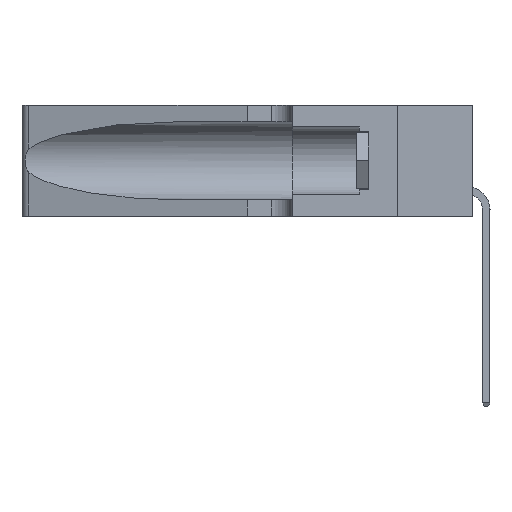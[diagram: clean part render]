
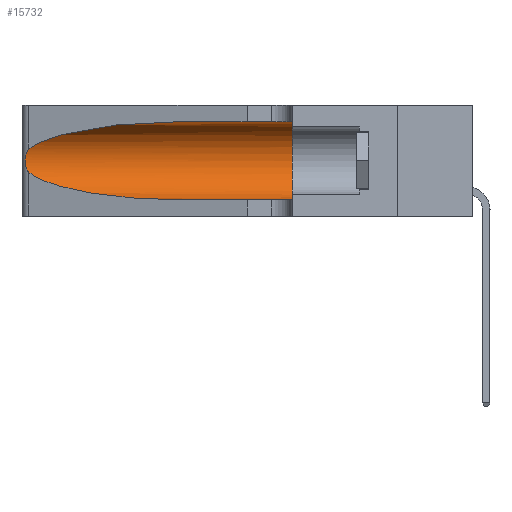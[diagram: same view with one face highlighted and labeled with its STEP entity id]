
A CAD part, left-side view. The second image highlights one B-rep face of the part: STEP entity #15732.
In plain terms, the highlighted cylindrical face has radius 3.308 mm (diameter 6.617 mm), a partial arc.
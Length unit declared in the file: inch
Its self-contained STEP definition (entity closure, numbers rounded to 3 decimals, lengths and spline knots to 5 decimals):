
#485 = DIRECTION ( 'NONE',  ( 0., -1., 0. ) ) ;
#607 = CARTESIAN_POINT ( 'NONE',  ( 0.2373, 1.15595, 0.28018 ) ) ;
#1907 = CARTESIAN_POINT ( 'NONE',  ( 0.1305, 0.72297, 0.31525 ) ) ;
#2227 = DIRECTION ( 'NONE',  ( 0., 1., 0. ) ) ;
#2566 = ORIENTED_EDGE ( 'NONE', *, *, #15068, .T. ) ;
#2611 = DIRECTION ( 'NONE',  ( 0., -1., 0. ) ) ;
#2700 = CARTESIAN_POINT ( 'NONE',  ( 0.25487, 1.22718, 0.14631 ) ) ;
#3176 = ORIENTED_EDGE ( 'NONE', *, *, #15136, .F. ) ;
#3417 = EDGE_CURVE ( 'NONE', #14754, #7295, #3565, .T. ) ;
#3433 = DIRECTION ( 'NONE',  ( 0., 0., 1. ) ) ;
#3464 = EDGE_CURVE ( 'NONE', #12112, #14754, #12948, .T. ) ;
#3485 = CARTESIAN_POINT ( 'NONE',  ( 0.1305, 0.35, 0.31525 ) ) ;
#3542 = CARTESIAN_POINT ( 'NONE',  ( 0.25856, 1.23593, 0.16098 ) ) ;
#3565 = LINE ( 'NONE', #8978, #6469 ) ;
#3576 = VERTEX_POINT ( 'NONE', #3485 ) ;
#3599 = CARTESIAN_POINT ( 'NONE',  ( 0.25854, 1.2359, 0.20912 ) ) ;
#3695 = CYLINDRICAL_SURFACE ( 'NONE', #11486, 0.13025 ) ;
#4569 = CARTESIAN_POINT ( 'NONE',  ( 0.25487, 1.22718, 0.14631 ) ) ;
#4765 = CARTESIAN_POINT ( 'NONE',  ( 0.25789, 1.23486, 0.15765 ) ) ;
#4813 = B_SPLINE_CURVE_WITH_KNOTS ( 'NONE', 3,
 ( #10661, #13145, #8441, #15795, #3599, #14589, #10927, #9705, #13307, #3542, #4765, #13415, #8333, #14477 ),
 .UNSPECIFIED., .F., .F.,
 ( 4, 2, 2, 2, 2, 2, 4 ),
 ( 0., 0.00027, 0.00053, 0.00107, 0.0016, 0.00187, 0.00214 ),
 .UNSPECIFIED. ) ;
#4948 = EDGE_CURVE ( 'NONE', #8567, #3576, #11608, .T. ) ;
#5174 = AXIS2_PLACEMENT_3D ( 'NONE', #9587, #2227, #3433 ) ;
#5925 = CARTESIAN_POINT ( 'NONE',  ( 0.1305, 1.61858, 0.31525 ) ) ;
#6166 = CARTESIAN_POINT ( 'NONE',  ( 0.1305, 0.72297, 0.31525 ) ) ;
#6212 = FACE_OUTER_BOUND ( 'NONE', #11759, .T. ) ;
#6469 = VECTOR ( 'NONE', #485, 39.37008 ) ;
#6730 = CARTESIAN_POINT ( 'NONE',  ( 0.18966, 0.96281, 0.31525 ) ) ;
#6785 = CARTESIAN_POINT ( 'NONE',  ( 0.25487, 1.22718, 0.22369 ) ) ;
#7295 = VERTEX_POINT ( 'NONE', #15177 ) ;
#7891 = ORIENTED_EDGE ( 'NONE', *, *, #14927, .T. ) ;
#7978 = CARTESIAN_POINT ( 'NONE',  ( 0.18966, 0.96281, 0.05475 ) ) ;
#8333 = CARTESIAN_POINT ( 'NONE',  ( 0.25555, 1.22993, 0.14849 ) ) ;
#8441 = CARTESIAN_POINT ( 'NONE',  ( 0.25639, 1.23184, 0.21858 ) ) ;
#8567 = VERTEX_POINT ( 'NONE', #6166 ) ;
#8978 = CARTESIAN_POINT ( 'NONE',  ( 0.1305, 1.61858, 0.05475 ) ) ;
#9587 = CARTESIAN_POINT ( 'NONE',  ( 0.1305, 0.35, 0.185 ) ) ;
#9705 = CARTESIAN_POINT ( 'NONE',  ( 0.26075, 1.23896, 0.178 ) ) ;
#9936 = CARTESIAN_POINT ( 'NONE',  ( 0.1305, 1.61858, 0.185 ) ) ;
#10194 =( BOUNDED_CURVE ( )  B_SPLINE_CURVE ( 3, ( #1907, #6730, #607, #6785 ),
 .UNSPECIFIED., .F., .F. ) 
 B_SPLINE_CURVE_WITH_KNOTS ( ( 4, 4 ),
 ( 1.5708, 2.84003 ),
 .UNSPECIFIED. ) 
 CURVE ( )  GEOMETRIC_REPRESENTATION_ITEM ( )  RATIONAL_B_SPLINE_CURVE ( ( 1., 0.87, 0.87, 1. ) ) 
 REPRESENTATION_ITEM ( '' )  );
#10449 = ORIENTED_EDGE ( 'NONE', *, *, #4948, .F. ) ;
#10661 = CARTESIAN_POINT ( 'NONE',  ( 0.25487, 1.22718, 0.22369 ) ) ;
#10768 = DIRECTION ( 'NONE',  ( 0., -1., 0. ) ) ;
#10927 = CARTESIAN_POINT ( 'NONE',  ( 0.26075, 1.23896, 0.19203 ) ) ;
#11273 = CIRCLE ( 'NONE', #5174, 0.13025 ) ;
#11486 = AXIS2_PLACEMENT_3D ( 'NONE', #9936, #2611, #13638 ) ;
#11608 = LINE ( 'NONE', #5925, #14690 ) ;
#11759 = EDGE_LOOP ( 'NONE', ( #7891, #2566, #15584, #13666, #3176, #10449 ) ) ;
#12097 = CARTESIAN_POINT ( 'NONE',  ( 0.1305, 0.72297, 0.05475 ) ) ;
#12112 = VERTEX_POINT ( 'NONE', #2700 ) ;
#12527 = CARTESIAN_POINT ( 'NONE',  ( 0.25487, 1.22718, 0.22369 ) ) ;
#12948 =( BOUNDED_CURVE ( )  B_SPLINE_CURVE ( 3, ( #4569, #15349, #7978, #14124 ),
 .UNSPECIFIED., .F., .F. ) 
 B_SPLINE_CURVE_WITH_KNOTS ( ( 4, 4 ),
 ( 3.44316, 4.71239 ),
 .UNSPECIFIED. ) 
 CURVE ( )  GEOMETRIC_REPRESENTATION_ITEM ( )  RATIONAL_B_SPLINE_CURVE ( ( 1., 0.87, 0.87, 1. ) ) 
 REPRESENTATION_ITEM ( '' )  );
#13145 = CARTESIAN_POINT ( 'NONE',  ( 0.25555, 1.22994, 0.2215 ) ) ;
#13307 = CARTESIAN_POINT ( 'NONE',  ( 0.26017, 1.23833, 0.17102 ) ) ;
#13415 = CARTESIAN_POINT ( 'NONE',  ( 0.25639, 1.23186, 0.15144 ) ) ;
#13638 = DIRECTION ( 'NONE',  ( 0., 0., -1. ) ) ;
#13666 = ORIENTED_EDGE ( 'NONE', *, *, #3417, .T. ) ;
#14124 = CARTESIAN_POINT ( 'NONE',  ( 0.1305, 0.72297, 0.05475 ) ) ;
#14477 = CARTESIAN_POINT ( 'NONE',  ( 0.25487, 1.22718, 0.14631 ) ) ;
#14589 = CARTESIAN_POINT ( 'NONE',  ( 0.26018, 1.23835, 0.19895 ) ) ;
#14690 = VECTOR ( 'NONE', #10768, 39.37008 ) ;
#14754 = VERTEX_POINT ( 'NONE', #12097 ) ;
#14927 = EDGE_CURVE ( 'NONE', #8567, #15396, #10194, .T. ) ;
#15068 = EDGE_CURVE ( 'NONE', #15396, #12112, #4813, .T. ) ;
#15136 = EDGE_CURVE ( 'NONE', #3576, #7295, #11273, .T. ) ;
#15177 = CARTESIAN_POINT ( 'NONE',  ( 0.1305, 0.35, 0.05475 ) ) ;
#15349 = CARTESIAN_POINT ( 'NONE',  ( 0.2373, 1.15595, 0.08982 ) ) ;
#15396 = VERTEX_POINT ( 'NONE', #12527 ) ;
#15584 = ORIENTED_EDGE ( 'NONE', *, *, #3464, .T. ) ;
#15732 = ADVANCED_FACE ( 'NONE', ( #6212 ), #3695, .F. ) ;
#15795 = CARTESIAN_POINT ( 'NONE',  ( 0.25787, 1.23484, 0.2124 ) ) ;
